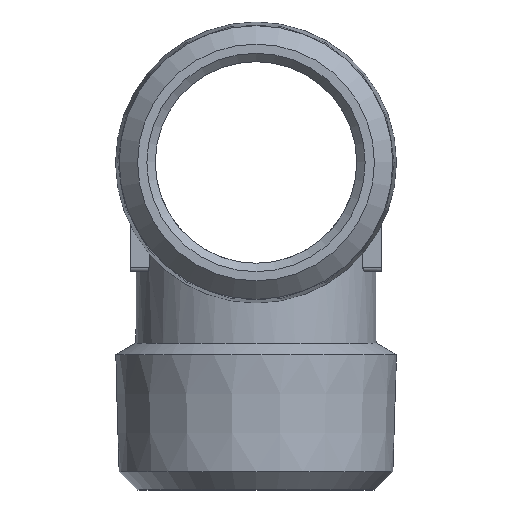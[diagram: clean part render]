
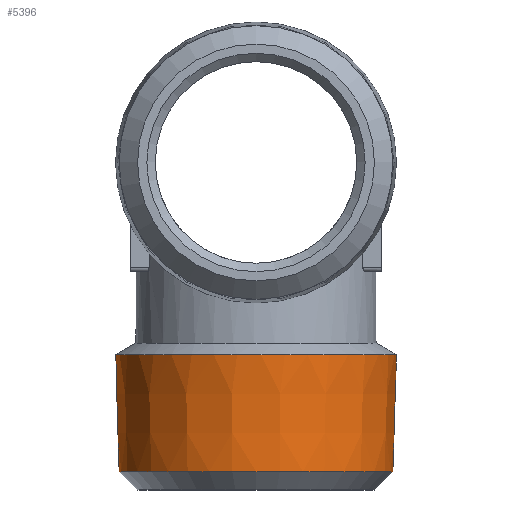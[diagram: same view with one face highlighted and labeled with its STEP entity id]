
A CAD part, left-side view. The second image highlights one B-rep face of the part: STEP entity #5396.
In plain terms, the highlighted conical face has half-angle 1.79 degrees and reference radius 16.825 mm.
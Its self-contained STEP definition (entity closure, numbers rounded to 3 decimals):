
#1478=ORIENTED_EDGE('',*,*,#1838,.F.);
#1479=ORIENTED_EDGE('',*,*,#1839,.F.);
#1688=CIRCLE('',#5307,16.731);
#1689=CIRCLE('',#5308,16.296);
#1750=VERTEX_POINT('',#4090);
#1751=VERTEX_POINT('',#4092);
#1838=EDGE_CURVE('',#1750,#1750,#1688,.T.);
#1839=EDGE_CURVE('',#1751,#1751,#1689,.T.);
#1947=EDGE_LOOP('',(#1478));
#1948=EDGE_LOOP('',(#1479));
#2021=FACE_BOUND('',#1947,.T.);
#2022=FACE_BOUND('',#1948,.T.);
#2141=DIRECTION('',(0.,1.,0.));
#2142=DIRECTION('',(0.,0.,1.));
#2143=DIRECTION('',(0.,1.,0.));
#2144=DIRECTION('',(0.,0.,16.731));
#2145=DIRECTION('',(0.,-1.,0.));
#2146=DIRECTION('',(0.,0.,16.296));
#4089=CARTESIAN_POINT('',(52.385,7.23,0.));
#4090=CARTESIAN_POINT('',(52.385,4.227,16.731));
#4091=CARTESIAN_POINT('',(52.385,4.227,0.));
#4092=CARTESIAN_POINT('',(52.385,-9.67,16.296));
#4093=CARTESIAN_POINT('',(52.385,-9.67,0.));
#5306=AXIS2_PLACEMENT_3D('',#4089,#2141,#2142);
#5307=AXIS2_PLACEMENT_3D('',#4091,#2143,#2144);
#5308=AXIS2_PLACEMENT_3D('',#4093,#2145,#2146);
#5379=CONICAL_SURFACE('',#5306,16.825,1.79);
#5396=ADVANCED_FACE('',(#2021,#2022),#5379,.T.);
